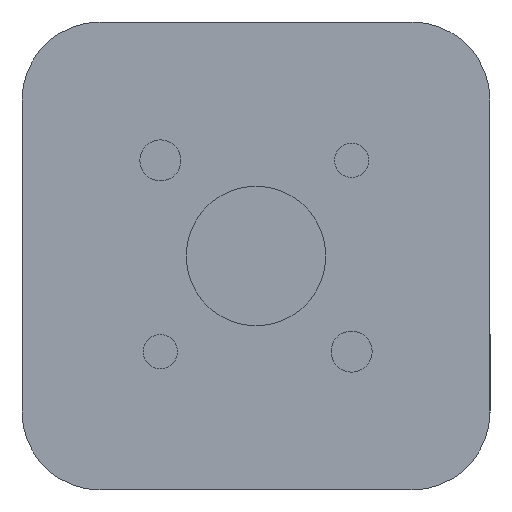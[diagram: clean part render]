
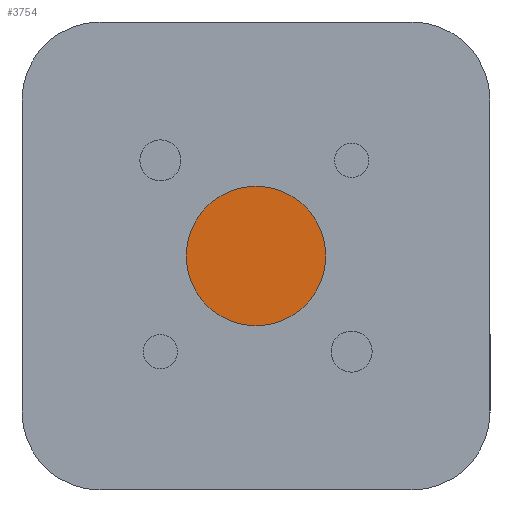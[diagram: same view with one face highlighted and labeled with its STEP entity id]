
A CAD part, left-side view. The second image highlights one B-rep face of the part: STEP entity #3754.
In plain terms, the highlighted planar face has unit normal (-1, 0, 0).
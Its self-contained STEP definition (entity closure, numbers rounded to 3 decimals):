
#120 = ORIENTED_EDGE ( 'NONE', *, *, #4264, .T. ) ;
#121 = ORIENTED_EDGE ( 'NONE', *, *, #4249, .T. ) ;
#1299 = EDGE_LOOP ( 'NONE', ( #120, #121 ) ) ;
#2485 = AXIS2_PLACEMENT_3D ( 'NONE', #10629, #10638, #10639 ) ;
#2494 = AXIS2_PLACEMENT_3D ( 'NONE', #10672, #10679, #10680 ) ;
#3754 = ADVANCED_FACE ( 'NONE', ( #7728 ), #8678, .F. ) ;
#4249 = EDGE_CURVE ( 'NONE', #5239, #5237, #9773, .T. ) ;
#4264 = EDGE_CURVE ( 'NONE', #5237, #5239, #9792, .T. ) ;
#4779 = AXIS2_PLACEMENT_3D ( 'NONE', #8727, #8736, #8737 ) ;
#5237 = VERTEX_POINT ( 'NONE', #10807 ) ;
#5239 = VERTEX_POINT ( 'NONE', #10808 ) ;
#7728 = FACE_OUTER_BOUND ( 'NONE', #1299, .T. ) ;
#8678 = PLANE ( 'NONE',  #4779 ) ;
#8727 = CARTESIAN_POINT ( 'NONE',  ( -21.321, 8.5, 0. ) ) ;
#8736 = DIRECTION ( 'NONE',  ( 1., 0., 0. ) ) ;
#8737 = DIRECTION ( 'NONE',  ( 0., 0., -1. ) ) ;
#9773 = CIRCLE ( 'NONE', #2485, 8.5 ) ;
#9792 = CIRCLE ( 'NONE', #2494, 8.5 ) ;
#10629 = CARTESIAN_POINT ( 'NONE',  ( -21.321, 0., 0. ) ) ;
#10638 = DIRECTION ( 'NONE',  ( -1., 0., 0. ) ) ;
#10639 = DIRECTION ( 'NONE',  ( 0., 0., 1. ) ) ;
#10672 = CARTESIAN_POINT ( 'NONE',  ( -21.321, 0., 0. ) ) ;
#10679 = DIRECTION ( 'NONE',  ( -1., 0., 0. ) ) ;
#10680 = DIRECTION ( 'NONE',  ( 0., 0., 1. ) ) ;
#10807 = CARTESIAN_POINT ( 'NONE',  ( -21.321, 0., 8.5 ) ) ;
#10808 = CARTESIAN_POINT ( 'NONE',  ( -21.321, 0., -8.5 ) ) ;
